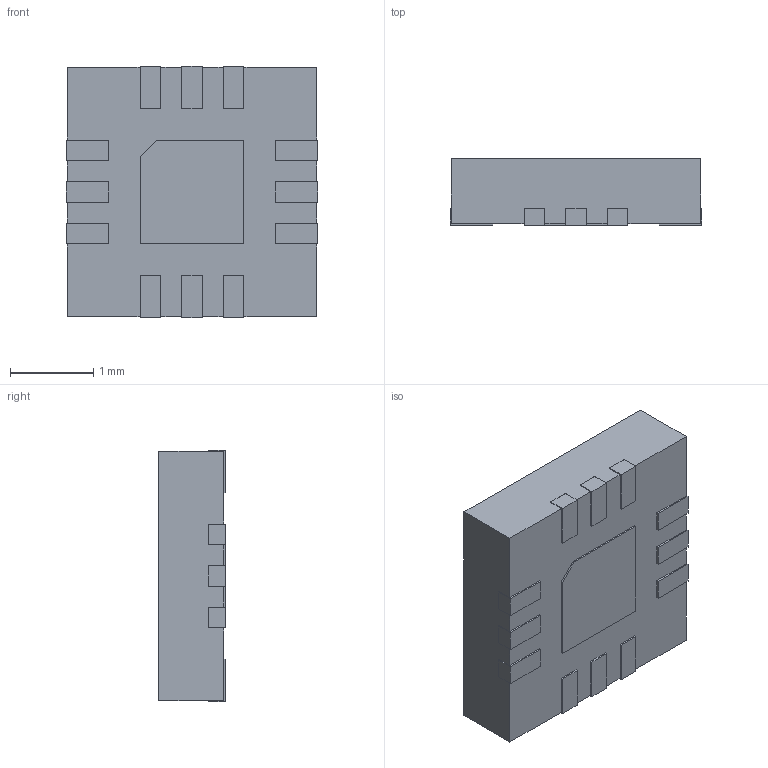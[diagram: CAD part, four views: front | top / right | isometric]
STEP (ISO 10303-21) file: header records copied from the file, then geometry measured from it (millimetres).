
FILE_DESCRIPTION (( 'STEP AP214' ), '1' );
FILE_NAME ('User Library-QFN12_3x3x0_8.STEP', '2017-02-16T14:47:12', ( 'Windows User' ), ( '' ), 'SwSTEP 2.0', 'SolidWorks 2017', '' );
FILE_SCHEMA (( 'AUTOMOTIVE_DESIGN' ));
Length unit declared in the file: millimetre
Products named in the file (1): User Library-QFN12_3x3x0_8
Bounding box: 3.02 x 0.8 x 3.02 mm (x, y, z)
Volume: 7.1 mm3; surface area: 28 mm2
Topology: 1 solids, 1 shells, 87 faces, 249 edges, 166 vertices
Faces by surface type: plane 85, cylinder 2
Entity records: 3778 total; most frequent: CARTESIAN_POINT 503, ORIENTED_EDGE 498, DIRECTION 429, EDGE_CURVE 249, VECTOR 245, LINE 245, VERTEX_POINT 166, AXIS2_PLACEMENT_3D 92
